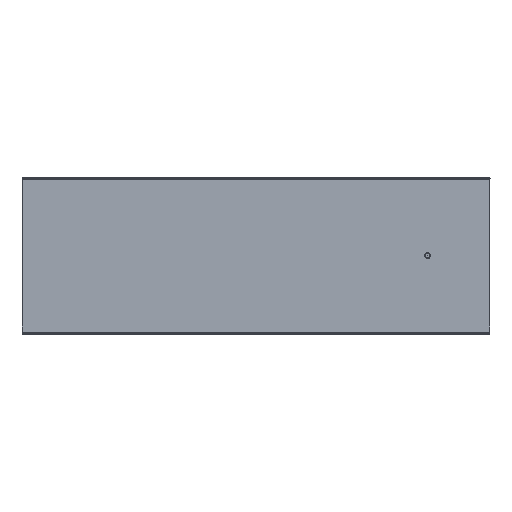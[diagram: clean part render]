
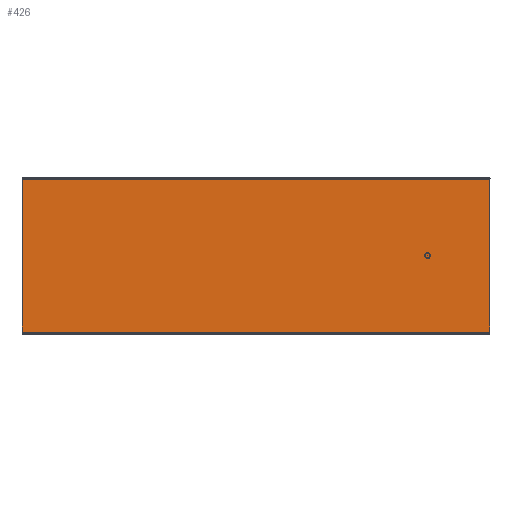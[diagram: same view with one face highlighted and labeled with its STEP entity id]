
A CAD part, top view. The second image highlights one B-rep face of the part: STEP entity #426.
In plain terms, the highlighted planar face has unit normal (0, 0, 1).
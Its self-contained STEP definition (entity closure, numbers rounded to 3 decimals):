
#6 = LINE ( 'NONE', #590, #1191 ) ;
#9 = DIRECTION ( 'NONE',  ( -1., 0., 0. ) ) ;
#20 = AXIS2_PLACEMENT_3D ( 'NONE', #1182, #1343, #9 ) ;
#45 = EDGE_CURVE ( 'NONE', #461, #424, #1611, .T. ) ;
#48 = ORIENTED_EDGE ( 'NONE', *, *, #1504, .T. ) ;
#69 = FACE_BOUND ( 'NONE', #1506, .T. ) ;
#71 = EDGE_CURVE ( 'NONE', #1307, #144, #1151, .T. ) ;
#100 = CARTESIAN_POINT ( 'NONE',  ( -79.5, 98., 0. ) ) ;
#105 = ORIENTED_EDGE ( 'NONE', *, *, #524, .T. ) ;
#137 = DIRECTION ( 'NONE',  ( 0., 1., 0. ) ) ;
#138 = DIRECTION ( 'NONE',  ( 0., 0., -1. ) ) ;
#144 = VERTEX_POINT ( 'NONE', #873 ) ;
#225 = CARTESIAN_POINT ( 'NONE',  ( -600., 196., 0. ) ) ;
#226 = EDGE_CURVE ( 'NONE', #424, #461, #342, .T. ) ;
#257 = CARTESIAN_POINT ( 'NONE',  ( 0., 196., 0. ) ) ;
#268 = CARTESIAN_POINT ( 'NONE',  ( -80., 98., 0. ) ) ;
#317 = DIRECTION ( 'NONE',  ( -1., 0., 0. ) ) ;
#321 = VERTEX_POINT ( 'NONE', #225 ) ;
#332 = ORIENTED_EDGE ( 'NONE', *, *, #1532, .T. ) ;
#342 = CIRCLE ( 'NONE', #1428, 0.5 ) ;
#367 = VECTOR ( 'NONE', #1619, 1000. ) ;
#424 = VERTEX_POINT ( 'NONE', #808 ) ;
#426 = ADVANCED_FACE ( 'NONE', ( #69, #1853 ), #1594, .T. ) ;
#461 = VERTEX_POINT ( 'NONE', #100 ) ;
#524 = EDGE_CURVE ( 'NONE', #1744, #321, #1492, .T. ) ;
#526 = VECTOR ( 'NONE', #317, 1000. ) ;
#551 = AXIS2_PLACEMENT_3D ( 'NONE', #1434, #719, #858 ) ;
#557 = LINE ( 'NONE', #1029, #1751 ) ;
#590 = CARTESIAN_POINT ( 'NONE',  ( -600., 0., 0. ) ) ;
#698 = ORIENTED_EDGE ( 'NONE', *, *, #71, .T. ) ;
#719 = DIRECTION ( 'NONE',  ( 0., 0., 1. ) ) ;
#808 = CARTESIAN_POINT ( 'NONE',  ( -80.5, 98., 0. ) ) ;
#858 = DIRECTION ( 'NONE',  ( 1., 0., 0. ) ) ;
#873 = CARTESIAN_POINT ( 'NONE',  ( 0., 0., 0. ) ) ;
#903 = CARTESIAN_POINT ( 'NONE',  ( 0., 196., 0. ) ) ;
#984 = CARTESIAN_POINT ( 'NONE',  ( -600., 0., 0. ) ) ;
#999 = DIRECTION ( 'NONE',  ( -1., 0., 0. ) ) ;
#1029 = CARTESIAN_POINT ( 'NONE',  ( 0., 0., 0. ) ) ;
#1068 = ORIENTED_EDGE ( 'NONE', *, *, #45, .T. ) ;
#1151 = LINE ( 'NONE', #1750, #367 ) ;
#1182 = CARTESIAN_POINT ( 'NONE',  ( -80., 98., 0. ) ) ;
#1191 = VECTOR ( 'NONE', #1626, 1000. ) ;
#1307 = VERTEX_POINT ( 'NONE', #984 ) ;
#1343 = DIRECTION ( 'NONE',  ( 0., 0., -1. ) ) ;
#1428 = AXIS2_PLACEMENT_3D ( 'NONE', #268, #138, #999 ) ;
#1434 = CARTESIAN_POINT ( 'NONE',  ( 0., 0., 0. ) ) ;
#1492 = LINE ( 'NONE', #903, #526 ) ;
#1504 = EDGE_CURVE ( 'NONE', #144, #1744, #557, .T. ) ;
#1506 = EDGE_LOOP ( 'NONE', ( #1818, #1068 ) ) ;
#1532 = EDGE_CURVE ( 'NONE', #321, #1307, #6, .T. ) ;
#1594 = PLANE ( 'NONE',  #551 ) ;
#1611 = CIRCLE ( 'NONE', #20, 0.5 ) ;
#1619 = DIRECTION ( 'NONE',  ( 1., 0., 0. ) ) ;
#1626 = DIRECTION ( 'NONE',  ( 0., -1., 0. ) ) ;
#1744 = VERTEX_POINT ( 'NONE', #257 ) ;
#1750 = CARTESIAN_POINT ( 'NONE',  ( 0., 0., 0. ) ) ;
#1751 = VECTOR ( 'NONE', #137, 1000. ) ;
#1818 = ORIENTED_EDGE ( 'NONE', *, *, #226, .T. ) ;
#1840 = EDGE_LOOP ( 'NONE', ( #48, #105, #332, #698 ) ) ;
#1853 = FACE_OUTER_BOUND ( 'NONE', #1840, .T. ) ;
